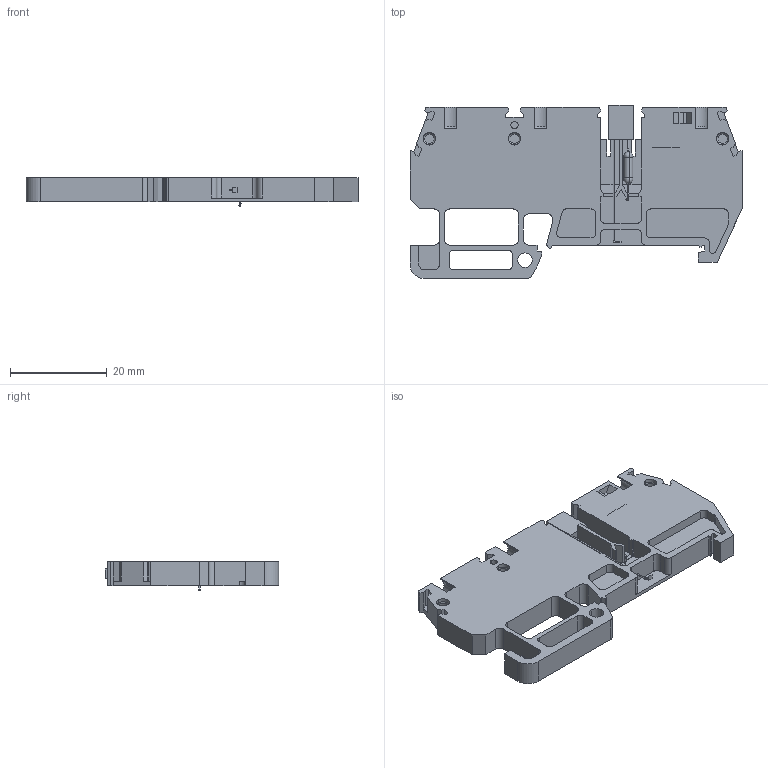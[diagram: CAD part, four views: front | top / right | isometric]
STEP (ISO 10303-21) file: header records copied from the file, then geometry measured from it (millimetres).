
FILE_DESCRIPTION (( 'STEP AP214' ), '1' );
FILE_NAME ('42413D9_DN-Q12-1-2L2-A.STEP', '2014-05-05T14:47:50', ( '' ), ( '' ), 'SwSTEP 2.0', 'SolidWorks 2013', '' );
FILE_SCHEMA (( 'AUTOMOTIVE_DESIGN' ));
Length unit declared in the file: millimetre
Products named in the file (4): 20634 D8_20634 LN; 20631_Piega1 D8; 42413D6_DN-Q12-1-2DR-A; 42413D9_DN-Q12-1-2L2-A
Assembly tree (3 placements, depth 2):
  42413D9_DN-Q12-1-2L2-A
    42413D6_DN-Q12-1-2DR-A
    20631_Piega1 D8
    20634 D8_20634 LN
Bounding box: 68.6 x 35.8 x 5.9 mm (x, y, z)
Volume: 6557.3 mm3; surface area: 7234.4 mm2
Topology: 5 solids, 5 shells, 415 faces, 1120 edges, 730 vertices
Faces by surface type: plane 297, cylinder 86, bspline 18, cone 6, torus 4, sphere 4
Entity records: 13686 total; most frequent: CARTESIAN_POINT 2934, ORIENTED_EDGE 2218, DIRECTION 2060, EDGE_CURVE 1109, LINE 842, VECTOR 842, VERTEX_POINT 723, AXIS2_PLACEMENT_3D 609
